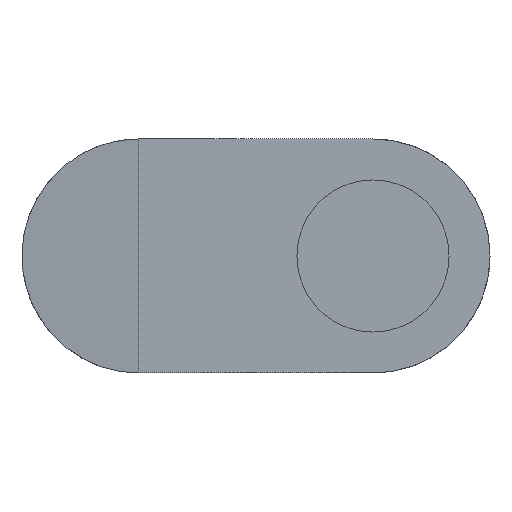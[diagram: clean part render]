
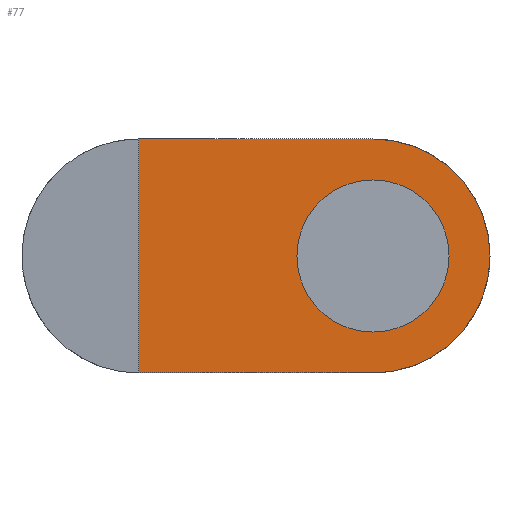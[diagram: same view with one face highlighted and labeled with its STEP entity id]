
A CAD part, front view. The second image highlights one B-rep face of the part: STEP entity #77.
In plain terms, the highlighted planar face has unit normal (0, -1, 0).
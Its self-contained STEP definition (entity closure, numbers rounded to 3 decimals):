
#7 = VERTEX_POINT ( 'NONE', #80 ) ;
#26 = CARTESIAN_POINT ( 'NONE',  ( 80., -50., 26. ) ) ;
#34 = VERTEX_POINT ( 'NONE', #496 ) ;
#40 = EDGE_CURVE ( 'NONE', #233, #444, #109, .T. ) ;
#50 = ORIENTED_EDGE ( 'NONE', *, *, #300, .T. ) ;
#52 = CARTESIAN_POINT ( 'NONE',  ( 80., -50., 0. ) ) ;
#53 = ORIENTED_EDGE ( 'NONE', *, *, #40, .F. ) ;
#54 = ORIENTED_EDGE ( 'NONE', *, *, #106, .T. ) ;
#61 = ORIENTED_EDGE ( 'NONE', *, *, #146, .T. ) ;
#77 = ADVANCED_FACE ( 'NONE', ( #315, #543 ), #360, .T. ) ;
#80 = CARTESIAN_POINT ( 'NONE',  ( 80., -50., 40. ) ) ;
#83 = CARTESIAN_POINT ( 'NONE',  ( 80., -50., 0. ) ) ;
#106 = EDGE_CURVE ( 'NONE', #7, #34, #336, .T. ) ;
#109 = CIRCLE ( 'NONE', #517, 26. ) ;
#137 = VECTOR ( 'NONE', #292, 1000. ) ;
#140 = LINE ( 'NONE', #547, #329 ) ;
#146 = EDGE_CURVE ( 'NONE', #425, #7, #556, .T. ) ;
#164 = CARTESIAN_POINT ( 'NONE',  ( 80., -50., -26. ) ) ;
#169 = CARTESIAN_POINT ( 'NONE',  ( 0., -50., 40. ) ) ;
#182 = CARTESIAN_POINT ( 'NONE',  ( 0., -50., -40. ) ) ;
#195 = EDGE_CURVE ( 'NONE', #444, #233, #563, .T. ) ;
#209 = CARTESIAN_POINT ( 'NONE',  ( 0., -50., -40. ) ) ;
#213 = EDGE_LOOP ( 'NONE', ( #53, #494 ) ) ;
#226 = VERTEX_POINT ( 'NONE', #209 ) ;
#233 = VERTEX_POINT ( 'NONE', #26 ) ;
#250 = CARTESIAN_POINT ( 'NONE',  ( 80., -50., 0. ) ) ;
#259 = DIRECTION ( 'NONE',  ( 0., 0., 1. ) ) ;
#289 = DIRECTION ( 'NONE',  ( 0., -1., 0. ) ) ;
#292 = DIRECTION ( 'NONE',  ( 1., 0., 0. ) ) ;
#300 = EDGE_CURVE ( 'NONE', #226, #425, #349, .T. ) ;
#304 = DIRECTION ( 'NONE',  ( 0., 0., -1. ) ) ;
#315 = FACE_OUTER_BOUND ( 'NONE', #409, .T. ) ;
#329 = VECTOR ( 'NONE', #599, 1000. ) ;
#336 = LINE ( 'NONE', #169, #352 ) ;
#339 = EDGE_CURVE ( 'NONE', #226, #34, #140, .T. ) ;
#349 = LINE ( 'NONE', #182, #137 ) ;
#350 = AXIS2_PLACEMENT_3D ( 'NONE', #250, #289, #395 ) ;
#352 = VECTOR ( 'NONE', #529, 1000. ) ;
#360 = PLANE ( 'NONE',  #564 ) ;
#370 = CARTESIAN_POINT ( 'NONE',  ( 80., -50., -40. ) ) ;
#395 = DIRECTION ( 'NONE',  ( 0., 0., -1. ) ) ;
#402 = ORIENTED_EDGE ( 'NONE', *, *, #339, .F. ) ;
#409 = EDGE_LOOP ( 'NONE', ( #402, #50, #61, #54 ) ) ;
#416 = CARTESIAN_POINT ( 'NONE',  ( 0., -50., 0. ) ) ;
#425 = VERTEX_POINT ( 'NONE', #370 ) ;
#444 = VERTEX_POINT ( 'NONE', #164 ) ;
#479 = DIRECTION ( 'NONE',  ( 0., -1., 0. ) ) ;
#494 = ORIENTED_EDGE ( 'NONE', *, *, #195, .F. ) ;
#496 = CARTESIAN_POINT ( 'NONE',  ( 0., -50., 40. ) ) ;
#517 = AXIS2_PLACEMENT_3D ( 'NONE', #83, #576, #304 ) ;
#521 = DIRECTION ( 'NONE',  ( 0., 0., -1. ) ) ;
#529 = DIRECTION ( 'NONE',  ( -1., 0., 0. ) ) ;
#543 = FACE_BOUND ( 'NONE', #213, .T. ) ;
#547 = CARTESIAN_POINT ( 'NONE',  ( 0., -50., -40. ) ) ;
#551 = DIRECTION ( 'NONE',  ( 0., -1., 0. ) ) ;
#556 = CIRCLE ( 'NONE', #626, 40. ) ;
#563 = CIRCLE ( 'NONE', #350, 26. ) ;
#564 = AXIS2_PLACEMENT_3D ( 'NONE', #416, #479, #521 ) ;
#576 = DIRECTION ( 'NONE',  ( 0., -1., 0. ) ) ;
#599 = DIRECTION ( 'NONE',  ( 0., 0., 1. ) ) ;
#626 = AXIS2_PLACEMENT_3D ( 'NONE', #52, #551, #259 ) ;
